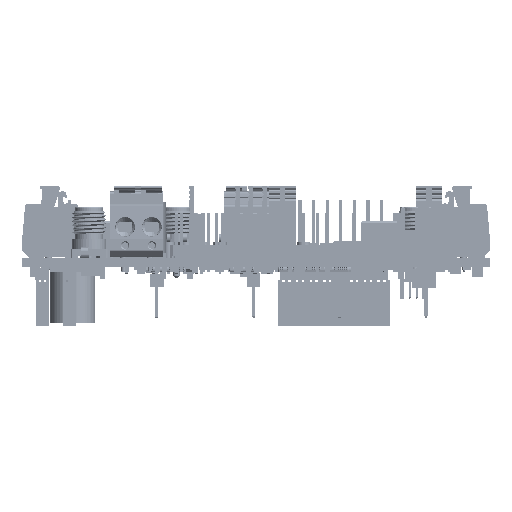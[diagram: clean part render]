
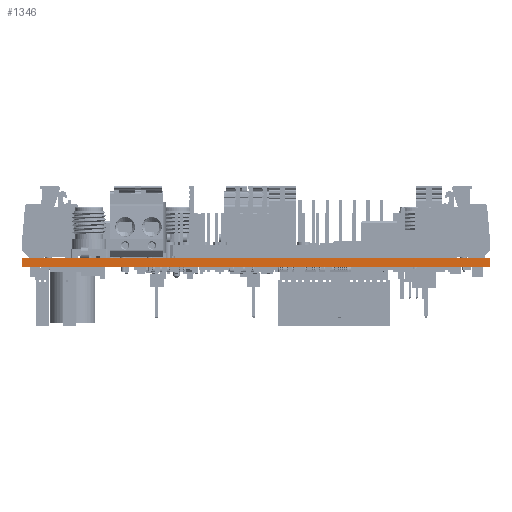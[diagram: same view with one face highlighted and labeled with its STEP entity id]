
A CAD part, left-side view. The second image highlights one B-rep face of the part: STEP entity #1346.
In plain terms, the highlighted planar face has unit normal (-1, 0, 0).
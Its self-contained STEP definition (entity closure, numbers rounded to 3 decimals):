
#1248 = EDGE_CURVE('',#1249,#1251,#1253,.T.);
#1249 = VERTEX_POINT('',#1250);
#1250 = CARTESIAN_POINT('',(0.,0.,-1.575));
#1251 = VERTEX_POINT('',#1252);
#1252 = CARTESIAN_POINT('',(0.,0.,0.));
#1253 = LINE('',#1254,#1255);
#1254 = CARTESIAN_POINT('',(0.,0.,-1.575));
#1255 = VECTOR('',#1256,1.);
#1256 = DIRECTION('',(0.,0.,1.));
#1321 = VERTEX_POINT('',#1322);
#1322 = CARTESIAN_POINT('',(0.,87.63,0.));
#1328 = EDGE_CURVE('',#1329,#1321,#1331,.T.);
#1329 = VERTEX_POINT('',#1330);
#1330 = CARTESIAN_POINT('',(0.,87.63,-1.575));
#1331 = LINE('',#1332,#1333);
#1332 = CARTESIAN_POINT('',(0.,87.63,-1.575));
#1333 = VECTOR('',#1334,1.);
#1334 = DIRECTION('',(0.,0.,1.));
#1346 = ADVANCED_FACE('',(#1347),#1363,.F.);
#1347 = FACE_BOUND('',#1348,.F.);
#1348 = EDGE_LOOP('',(#1349,#1350,#1356,#1357));
#1349 = ORIENTED_EDGE('',*,*,#1328,.T.);
#1350 = ORIENTED_EDGE('',*,*,#1351,.T.);
#1351 = EDGE_CURVE('',#1321,#1251,#1352,.T.);
#1352 = LINE('',#1353,#1354);
#1353 = CARTESIAN_POINT('',(0.,87.63,0.));
#1354 = VECTOR('',#1355,1.);
#1355 = DIRECTION('',(0.,-1.,0.));
#1356 = ORIENTED_EDGE('',*,*,#1248,.F.);
#1357 = ORIENTED_EDGE('',*,*,#1358,.F.);
#1358 = EDGE_CURVE('',#1329,#1249,#1359,.T.);
#1359 = LINE('',#1360,#1361);
#1360 = CARTESIAN_POINT('',(0.,87.63,-1.575));
#1361 = VECTOR('',#1362,1.);
#1362 = DIRECTION('',(0.,-1.,0.));
#1363 = PLANE('',#1364);
#1364 = AXIS2_PLACEMENT_3D('',#1365,#1366,#1367);
#1365 = CARTESIAN_POINT('',(0.,87.63,-1.575));
#1366 = DIRECTION('',(1.,0.,0.));
#1367 = DIRECTION('',(0.,-1.,0.));
